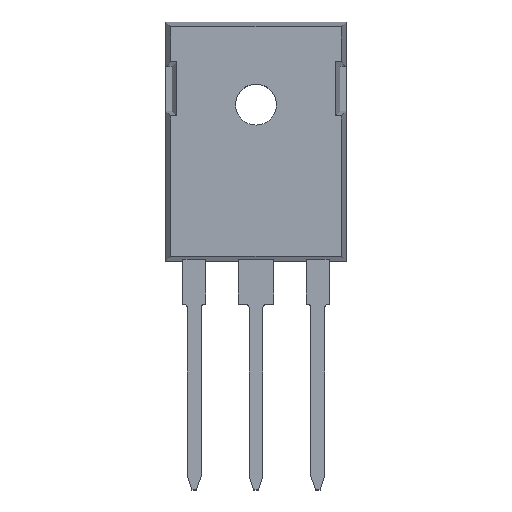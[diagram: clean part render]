
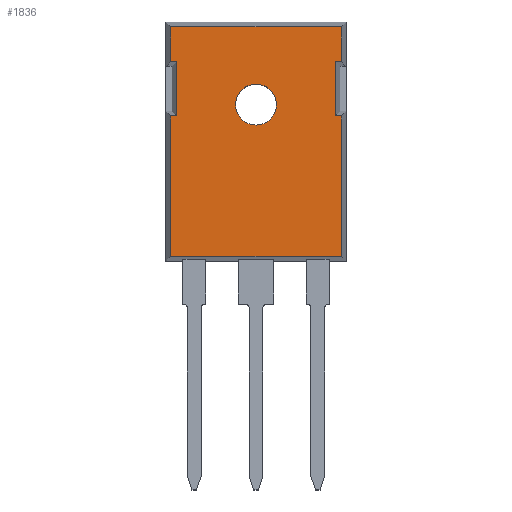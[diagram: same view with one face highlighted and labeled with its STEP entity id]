
A CAD part, top view. The second image highlights one B-rep face of the part: STEP entity #1836.
In plain terms, the highlighted planar face has unit normal (0, 0, 1).
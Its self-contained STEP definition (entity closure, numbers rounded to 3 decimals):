
#33=LINE('',#2349,#205);
#35=LINE('',#2353,#207);
#38=LINE('',#2359,#210);
#39=LINE('',#2361,#211);
#42=LINE('',#2366,#214);
#44=LINE('',#2370,#216);
#47=LINE('',#2375,#219);
#49=LINE('',#2379,#221);
#51=LINE('',#2383,#223);
#119=LINE('',#2537,#291);
#120=LINE('',#2539,#292);
#121=LINE('',#2541,#293);
#205=VECTOR('',#1994,1000.);
#207=VECTOR('',#1998,1000.);
#210=VECTOR('',#2003,1000.);
#211=VECTOR('',#2006,1000.);
#214=VECTOR('',#2011,1000.);
#216=VECTOR('',#2015,1000.);
#219=VECTOR('',#2020,1000.);
#221=VECTOR('',#2024,1000.);
#223=VECTOR('',#2028,1000.);
#291=VECTOR('',#2156,1000.);
#292=VECTOR('',#2159,1000.);
#293=VECTOR('',#2160,1000.);
#394=PLANE('',#1923);
#580=ORIENTED_EDGE('',*,*,#802,.T.);
#581=ORIENTED_EDGE('',*,*,#835,.F.);
#582=ORIENTED_EDGE('',*,*,#833,.F.);
#583=ORIENTED_EDGE('',*,*,#831,.F.);
#584=ORIENTED_EDGE('',*,*,#828,.T.);
#585=ORIENTED_EDGE('',*,*,#826,.T.);
#586=ORIENTED_EDGE('',*,*,#823,.T.);
#587=ORIENTED_EDGE('',*,*,#822,.T.);
#588=ORIENTED_EDGE('',*,*,#819,.T.);
#589=ORIENTED_EDGE('',*,*,#817,.T.);
#590=ORIENTED_EDGE('',*,*,#911,.T.);
#591=ORIENTED_EDGE('',*,*,#912,.T.);
#592=ORIENTED_EDGE('',*,*,#913,.T.);
#802=EDGE_CURVE('',#989,#989,#1112,.T.);
#817=EDGE_CURVE('',#1004,#1003,#33,.F.);
#819=EDGE_CURVE('',#1005,#1004,#35,.F.);
#822=EDGE_CURVE('',#1006,#1005,#38,.F.);
#823=EDGE_CURVE('',#1007,#1006,#39,.F.);
#826=EDGE_CURVE('',#1008,#1007,#42,.F.);
#828=EDGE_CURVE('',#1009,#1008,#44,.F.);
#831=EDGE_CURVE('',#1009,#1010,#47,.T.);
#833=EDGE_CURVE('',#1010,#1011,#49,.T.);
#835=EDGE_CURVE('',#1011,#1012,#51,.T.);
#911=EDGE_CURVE('',#1003,#1067,#119,.F.);
#912=EDGE_CURVE('',#1067,#1068,#120,.F.);
#913=EDGE_CURVE('',#1068,#1012,#121,.F.);
#989=VERTEX_POINT('',#2316);
#1003=VERTEX_POINT('',#2348);
#1004=VERTEX_POINT('',#2350);
#1005=VERTEX_POINT('',#2354);
#1006=VERTEX_POINT('',#2358);
#1007=VERTEX_POINT('',#2362);
#1008=VERTEX_POINT('',#2367);
#1009=VERTEX_POINT('',#2371);
#1010=VERTEX_POINT('',#2376);
#1011=VERTEX_POINT('',#2380);
#1012=VERTEX_POINT('',#2384);
#1067=VERTEX_POINT('',#2536);
#1068=VERTEX_POINT('',#2540);
#1112=CIRCLE('',#1879,1.8);
#1164=EDGE_LOOP('',(#580));
#1165=EDGE_LOOP('',(#581,#582,#583,#584,#585,#586,#587,#588,#589,#590,#591,
#592));
#1244=FACE_BOUND('',#1164,.T.);
#1245=FACE_BOUND('',#1165,.T.);
#1836=ADVANCED_FACE('',(#1244,#1245),#394,.T.);
#1879=AXIS2_PLACEMENT_3D('',#2315,#1969,#1970);
#1923=AXIS2_PLACEMENT_3D('',#2538,#2157,#2158);
#1969=DIRECTION('',(0.,0.,-1.));
#1970=DIRECTION('',(1.,0.,0.));
#1994=DIRECTION('',(1.,0.,0.));
#1998=DIRECTION('',(0.,1.,0.));
#2003=DIRECTION('',(-1.,0.,0.));
#2006=DIRECTION('',(0.,1.,0.));
#2011=DIRECTION('',(1.,0.,0.));
#2015=DIRECTION('',(0.,-1.,0.));
#2020=DIRECTION('',(-1.,0.,0.));
#2024=DIRECTION('',(0.,-1.,0.));
#2028=DIRECTION('',(1.,0.,0.));
#2156=DIRECTION('',(0.,1.,0.));
#2157=DIRECTION('',(0.,0.,1.));
#2158=DIRECTION('',(1.,0.,0.));
#2159=DIRECTION('',(-1.,0.,0.));
#2160=DIRECTION('',(0.,-1.,0.));
#2315=CARTESIAN_POINT('',(0.,3.252,5.));
#2316=CARTESIAN_POINT('',(1.8,3.252,5.));
#2348=CARTESIAN_POINT('',(-7.528,2.25,5.));
#2349=CARTESIAN_POINT('',(0.,2.25,5.));
#2350=CARTESIAN_POINT('',(-6.989,2.25,5.));
#2353=CARTESIAN_POINT('',(-6.989,0.,5.));
#2354=CARTESIAN_POINT('',(-6.989,7.05,5.));
#2358=CARTESIAN_POINT('',(-7.528,7.05,5.));
#2359=CARTESIAN_POINT('',(0.,7.05,5.));
#2361=CARTESIAN_POINT('',(-7.528,0.,5.));
#2362=CARTESIAN_POINT('',(-7.528,10.128,5.));
#2366=CARTESIAN_POINT('',(0.,10.128,5.));
#2367=CARTESIAN_POINT('',(7.528,10.128,5.));
#2370=CARTESIAN_POINT('',(7.528,0.,5.));
#2371=CARTESIAN_POINT('',(7.528,7.05,5.));
#2375=CARTESIAN_POINT('',(0.,7.05,5.));
#2376=CARTESIAN_POINT('',(6.989,7.05,5.));
#2379=CARTESIAN_POINT('',(6.989,0.,5.));
#2380=CARTESIAN_POINT('',(6.989,2.25,5.));
#2383=CARTESIAN_POINT('',(0.,2.25,5.));
#2384=CARTESIAN_POINT('',(7.528,2.25,5.));
#2536=CARTESIAN_POINT('',(-7.528,-10.128,5.));
#2537=CARTESIAN_POINT('',(-7.528,0.,5.));
#2538=CARTESIAN_POINT('',(0.,0.,5.));
#2539=CARTESIAN_POINT('',(0.,-10.128,5.));
#2540=CARTESIAN_POINT('',(7.528,-10.128,5.));
#2541=CARTESIAN_POINT('',(7.528,0.,5.));
